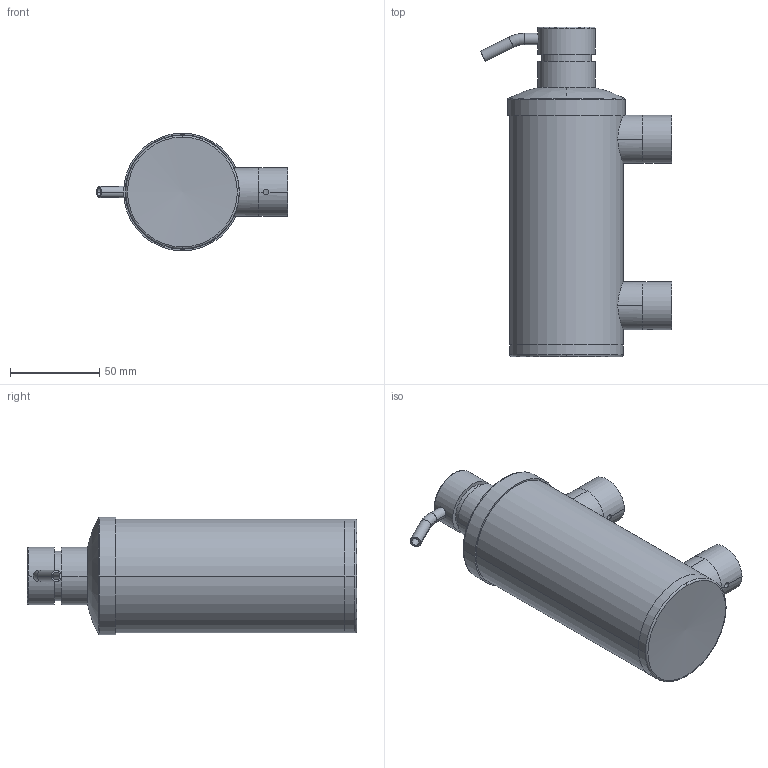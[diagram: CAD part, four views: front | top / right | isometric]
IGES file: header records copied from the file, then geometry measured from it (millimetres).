
Global section: file name: No Iges File Name specified; native system: Autodesk Inventor 2010; preprocessor: AutoDesk Inventor Iges Exporter R2010; author: adaniels; date: 20110527.153836; units: millimetre
Bounding box: 106.82 x 184.02 x 65.8 mm (x, y, z)
Volume: 144683.9 mm3; surface area: 163458 mm2
Topology: 12 solids, 12 shells, 918 faces, 2560 edges, 1681 vertices
Faces by surface type: plane 346, revolution 285, cylinder 143, cone 107, bspline 23, torus 14
Full cylindrical faces by diameter (mm): 21.4 x1, 24 x1
